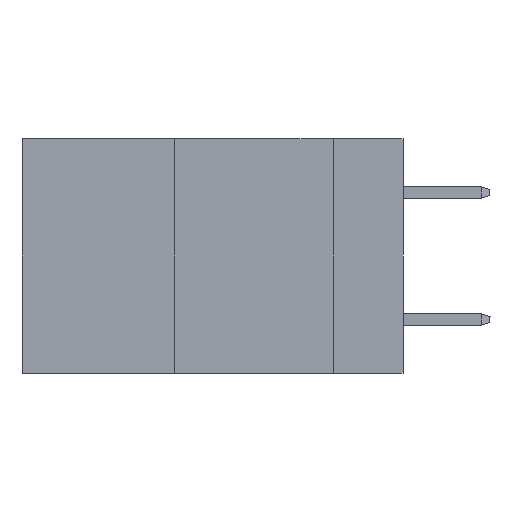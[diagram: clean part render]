
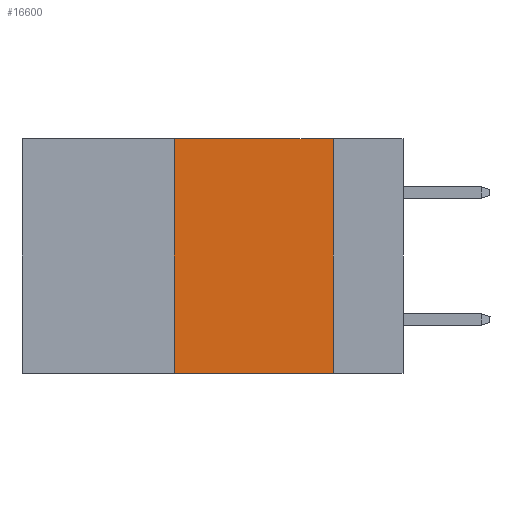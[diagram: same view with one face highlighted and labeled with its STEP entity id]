
A CAD part, left-side view. The second image highlights one B-rep face of the part: STEP entity #16600.
In plain terms, the highlighted planar face has unit normal (-1, 0, 0).
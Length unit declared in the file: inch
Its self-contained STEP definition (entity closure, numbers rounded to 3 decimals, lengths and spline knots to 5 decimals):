
#1475 = CARTESIAN_POINT ( 'NONE',  ( 0., 0.11, 0. ) ) ;
#1580 = VERTEX_POINT ( 'NONE', #9792 ) ;
#1783 = CARTESIAN_POINT ( 'NONE',  ( 0., 0.36, 0. ) ) ;
#2152 = VERTEX_POINT ( 'NONE', #21433 ) ;
#3277 = CARTESIAN_POINT ( 'NONE',  ( 0., 0.11, 0. ) ) ;
#3364 = CARTESIAN_POINT ( 'NONE',  ( 0., 0.6, -0.37 ) ) ;
#3526 = DIRECTION ( 'NONE',  ( 0., 0., -1. ) ) ;
#3790 = EDGE_LOOP ( 'NONE', ( #5622, #19709, #15256, #13419 ) ) ;
#5618 = LINE ( 'NONE', #13476, #17073 ) ;
#5622 = ORIENTED_EDGE ( 'NONE', *, *, #6431, .F. ) ;
#6431 = EDGE_CURVE ( 'NONE', #6517, #1580, #17302, .T. ) ;
#6517 = VERTEX_POINT ( 'NONE', #1475 ) ;
#7373 = FACE_OUTER_BOUND ( 'NONE', #3790, .T. ) ;
#7669 = LINE ( 'NONE', #1783, #19762 ) ;
#8098 = AXIS2_PLACEMENT_3D ( 'NONE', #9815, #23446, #17307 ) ;
#9792 = CARTESIAN_POINT ( 'NONE',  ( 0., 0.11, -0.37 ) ) ;
#9815 = CARTESIAN_POINT ( 'NONE',  ( 0., 0.6, 0. ) ) ;
#12772 = LINE ( 'NONE', #3364, #19636 ) ;
#13111 = EDGE_CURVE ( 'NONE', #2152, #24343, #7669, .T. ) ;
#13419 = ORIENTED_EDGE ( 'NONE', *, *, #17416, .T. ) ;
#13476 = CARTESIAN_POINT ( 'NONE',  ( 0., 0.6, 0. ) ) ;
#15256 = ORIENTED_EDGE ( 'NONE', *, *, #13111, .F. ) ;
#15918 = VECTOR ( 'NONE', #3526, 39.37008 ) ;
#16173 = EDGE_CURVE ( 'NONE', #24343, #6517, #5618, .T. ) ;
#16600 = ADVANCED_FACE ( 'NONE', ( #7373 ), #21392, .F. ) ;
#17016 = DIRECTION ( 'NONE',  ( 0., -1., 0. ) ) ;
#17073 = VECTOR ( 'NONE', #21558, 39.37008 ) ;
#17302 = LINE ( 'NONE', #3277, #15918 ) ;
#17307 = DIRECTION ( 'NONE',  ( 0., 0., -1. ) ) ;
#17416 = EDGE_CURVE ( 'NONE', #2152, #1580, #12772, .T. ) ;
#17479 = DIRECTION ( 'NONE',  ( 0., 0., 1. ) ) ;
#19636 = VECTOR ( 'NONE', #17016, 39.37008 ) ;
#19709 = ORIENTED_EDGE ( 'NONE', *, *, #16173, .F. ) ;
#19762 = VECTOR ( 'NONE', #17479, 39.37008 ) ;
#21392 = PLANE ( 'NONE',  #8098 ) ;
#21433 = CARTESIAN_POINT ( 'NONE',  ( 0., 0.36, -0.37 ) ) ;
#21558 = DIRECTION ( 'NONE',  ( 0., -1., 0. ) ) ;
#23446 = DIRECTION ( 'NONE',  ( 1., 0., 0. ) ) ;
#24343 = VERTEX_POINT ( 'NONE', #24799 ) ;
#24799 = CARTESIAN_POINT ( 'NONE',  ( 0., 0.36, 0. ) ) ;
